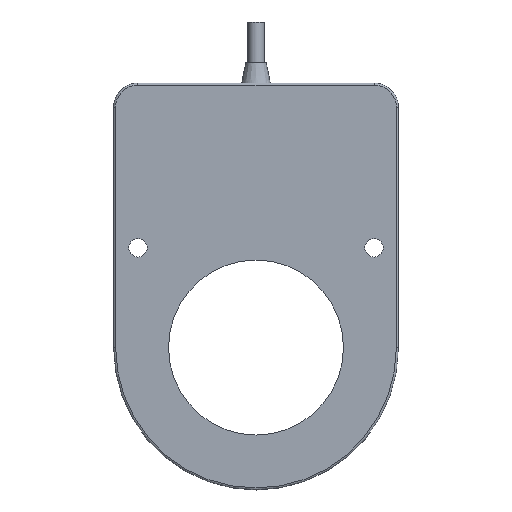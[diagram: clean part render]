
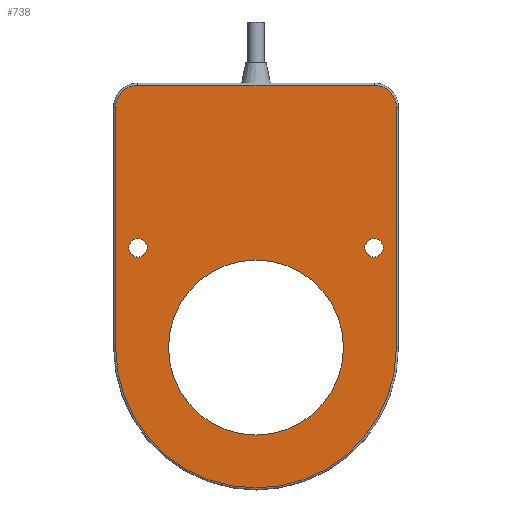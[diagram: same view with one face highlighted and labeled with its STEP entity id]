
A CAD part, front view. The second image highlights one B-rep face of the part: STEP entity #738.
In plain terms, the highlighted planar face has unit normal (0, -1, 0).
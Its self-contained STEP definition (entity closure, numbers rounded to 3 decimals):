
#56=CARTESIAN_POINT('',(0.,0.,-15.));
#57=DIRECTION('',(0.,1.,0.));
#58=DIRECTION('',(1.,0.,0.));
#59=AXIS2_PLACEMENT_3D('',#56,#57,#58);
#65=CARTESIAN_POINT('',(0.,0.,-15.));
#66=DIRECTION('',(0.,1.,0.));
#67=DIRECTION('',(-1.,0.,0.));
#68=AXIS2_PLACEMENT_3D('',#65,#66,#67);
#73=CARTESIAN_POINT('',(29.,0.,9.5));
#74=DIRECTION('',(0.,-1.,0.));
#75=DIRECTION('',(1.,0.,0.));
#76=AXIS2_PLACEMENT_3D('',#73,#74,#75);
#81=CARTESIAN_POINT('',(29.,0.,9.5));
#82=DIRECTION('',(0.,-1.,0.));
#83=DIRECTION('',(-1.,0.,0.));
#84=AXIS2_PLACEMENT_3D('',#81,#82,#83);
#89=CARTESIAN_POINT('',(-29.,0.,9.5));
#90=DIRECTION('',(0.,1.,0.));
#91=DIRECTION('',(-1.,0.,0.));
#92=AXIS2_PLACEMENT_3D('',#89,#90,#91);
#97=CARTESIAN_POINT('',(-29.,0.,9.5));
#98=DIRECTION('',(0.,1.,0.));
#99=DIRECTION('',(1.,0.,0.));
#100=AXIS2_PLACEMENT_3D('',#97,#98,#99);
#105=DIRECTION('',(-1.,0.,0.));
#106=VECTOR('',#105,58.);
#107=CARTESIAN_POINT('',(29.,0.,49.5));
#108=LINE('',#107,#106);
#112=CARTESIAN_POINT('',(29.,0.,44.));
#113=DIRECTION('',(0.,-1.,0.));
#114=DIRECTION('',(1.,0.,0.));
#115=AXIS2_PLACEMENT_3D('',#112,#113,#114);
#120=DIRECTION('',(0.,0.,1.));
#121=VECTOR('',#120,59.);
#122=CARTESIAN_POINT('',(34.5,0.,-15.));
#123=LINE('',#122,#121);
#127=CARTESIAN_POINT('',(0.,0.,-15.));
#128=DIRECTION('',(0.,-1.,0.));
#129=DIRECTION('',(-1.,0.,0.));
#130=AXIS2_PLACEMENT_3D('',#127,#128,#129);
#135=DIRECTION('',(0.,0.,-1.));
#136=VECTOR('',#135,59.);
#137=CARTESIAN_POINT('',(-34.5,0.,44.));
#138=LINE('',#137,#136);
#142=CARTESIAN_POINT('',(-29.,0.,44.));
#143=DIRECTION('',(0.,-1.,0.));
#144=DIRECTION('',(0.,0.,1.));
#145=AXIS2_PLACEMENT_3D('',#142,#143,#144);
#617=CARTESIAN_POINT('',(21.5,0.,-15.));
#618=CARTESIAN_POINT('',(-21.5,0.,-15.));
#619=VERTEX_POINT('',#617);
#620=VERTEX_POINT('',#618);
#625=CARTESIAN_POINT('',(31.25,0.,9.5));
#626=CARTESIAN_POINT('',(26.75,0.,9.5));
#627=VERTEX_POINT('',#625);
#628=VERTEX_POINT('',#626);
#633=CARTESIAN_POINT('',(-31.25,0.,9.5));
#634=CARTESIAN_POINT('',(-26.75,0.,9.5));
#635=VERTEX_POINT('',#633);
#636=VERTEX_POINT('',#634);
#677=CARTESIAN_POINT('',(29.,0.,49.5));
#678=CARTESIAN_POINT('',(-29.,0.,49.5));
#679=VERTEX_POINT('',#677);
#680=VERTEX_POINT('',#678);
#685=CARTESIAN_POINT('',(-34.5,0.,44.));
#686=VERTEX_POINT('',#685);
#689=CARTESIAN_POINT('',(-34.5,0.,-15.));
#690=VERTEX_POINT('',#689);
#693=CARTESIAN_POINT('',(34.5,0.,-15.));
#694=VERTEX_POINT('',#693);
#697=CARTESIAN_POINT('',(34.5,0.,44.));
#698=VERTEX_POINT('',#697);
#701=CARTESIAN_POINT('',(0.,0.,0.));
#702=DIRECTION('',(0.,1.,0.));
#703=DIRECTION('',(1.,0.,0.));
#704=AXIS2_PLACEMENT_3D('',#701,#702,#703);
#705=PLANE('',#704);
#707=ORIENTED_EDGE('',*,*,#706,.F.);
#709=ORIENTED_EDGE('',*,*,#708,.F.);
#711=ORIENTED_EDGE('',*,*,#710,.F.);
#713=ORIENTED_EDGE('',*,*,#712,.F.);
#715=ORIENTED_EDGE('',*,*,#714,.F.);
#717=ORIENTED_EDGE('',*,*,#716,.F.);
#718=EDGE_LOOP('',(#707,#709,#711,#713,#715,#717));
#719=FACE_OUTER_BOUND('',#718,.F.);
#721=ORIENTED_EDGE('',*,*,#720,.F.);
#723=ORIENTED_EDGE('',*,*,#722,.F.);
#724=EDGE_LOOP('',(#721,#723));
#725=FACE_BOUND('',#724,.F.);
#727=ORIENTED_EDGE('',*,*,#726,.T.);
#729=ORIENTED_EDGE('',*,*,#728,.T.);
#730=EDGE_LOOP('',(#727,#729));
#731=FACE_BOUND('',#730,.F.);
#733=ORIENTED_EDGE('',*,*,#732,.F.);
#735=ORIENTED_EDGE('',*,*,#734,.F.);
#736=EDGE_LOOP('',(#733,#735));
#737=FACE_BOUND('',#736,.F.);
#738=ADVANCED_FACE('',(#719,#725,#731,#737),#705,.F.);
#60=CIRCLE('',#59,21.5);
#69=CIRCLE('',#68,21.5);
#77=CIRCLE('',#76,2.25);
#85=CIRCLE('',#84,2.25);
#93=CIRCLE('',#92,2.25);
#101=CIRCLE('',#100,2.25);
#116=CIRCLE('',#115,5.5);
#131=CIRCLE('',#130,34.5);
#146=CIRCLE('',#145,5.5);
#706=EDGE_CURVE('',#679,#680,#108,.T.);
#708=EDGE_CURVE('',#698,#679,#116,.T.);
#710=EDGE_CURVE('',#694,#698,#123,.T.);
#712=EDGE_CURVE('',#690,#694,#131,.T.);
#714=EDGE_CURVE('',#686,#690,#138,.T.);
#716=EDGE_CURVE('',#680,#686,#146,.T.);
#720=EDGE_CURVE('',#619,#620,#60,.T.);
#722=EDGE_CURVE('',#620,#619,#69,.T.);
#726=EDGE_CURVE('',#627,#628,#77,.T.);
#728=EDGE_CURVE('',#628,#627,#85,.T.);
#732=EDGE_CURVE('',#635,#636,#93,.T.);
#734=EDGE_CURVE('',#636,#635,#101,.T.);
